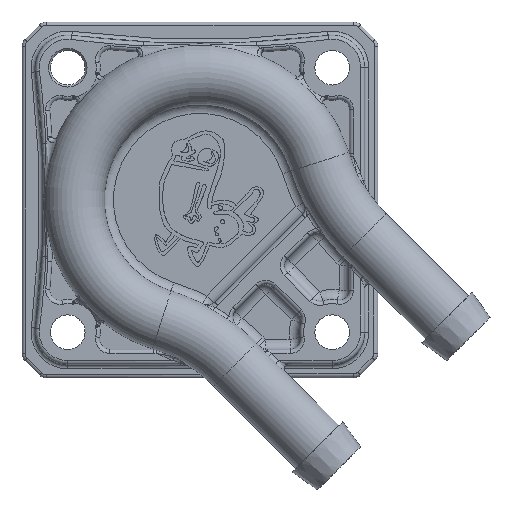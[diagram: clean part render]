
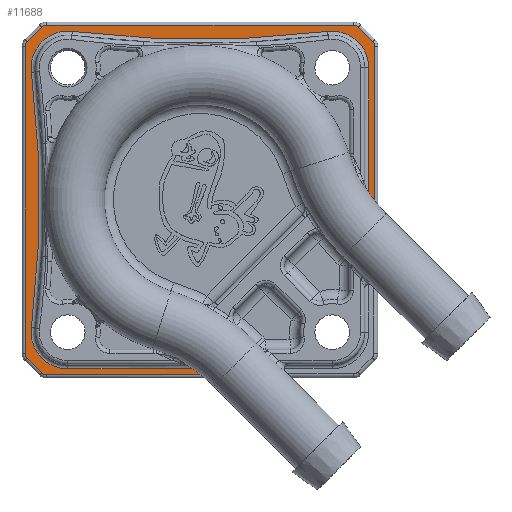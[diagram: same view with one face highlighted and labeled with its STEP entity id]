
A CAD part, top view. The second image highlights one B-rep face of the part: STEP entity #11688.
In plain terms, the highlighted planar face has unit normal (0, 0, 1).
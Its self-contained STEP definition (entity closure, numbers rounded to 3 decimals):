
#338=B_SPLINE_CURVE_WITH_KNOTS('',3,(#23992,#23993,#23994,#23995),
 .UNSPECIFIED.,.F.,.F.,(4,4),(0.,0.003),.UNSPECIFIED.);
#345=B_SPLINE_CURVE_WITH_KNOTS('',3,(#24736,#24737,#24738,#24739),
 .UNSPECIFIED.,.F.,.F.,(4,4),(0.132,0.135),
 .UNSPECIFIED.);
#650=CIRCLE('',#12054,15.655);
#668=CIRCLE('',#12074,15.655);
#712=CIRCLE('',#12146,0.7);
#716=CIRCLE('',#12152,0.7);
#720=CIRCLE('',#12158,0.7);
#724=CIRCLE('',#12164,0.7);
#728=CIRCLE('',#12170,0.7);
#732=CIRCLE('',#12176,0.7);
#835=CIRCLE('',#12377,3.6);
#838=CIRCLE('',#12381,100.46);
#841=CIRCLE('',#12385,3.6);
#844=CIRCLE('',#12389,100.46);
#847=CIRCLE('',#12393,3.6);
#994=PLANE('',#12395);
#1627=FACE_OUTER_BOUND('',#2332,.T.);
#2332=EDGE_LOOP('',(#10387,#10388,#10389,#10390,#10391,#10392,#10393,#10394,
#10395,#10396,#10397,#10398,#10399,#10400,#10401,#10402,#10403,#10404,#10405,
#10406,#10407,#10408,#10409,#10410));
#2892=LINE('',#24004,#3499);
#2894=LINE('',#24016,#3501);
#2896=LINE('',#24028,#3503);
#2898=LINE('',#24040,#3505);
#2900=LINE('',#24052,#3507);
#2902=LINE('',#24064,#3509);
#2904=LINE('',#24073,#3511);
#2970=LINE('',#24670,#3577);
#2972=LINE('',#24715,#3579);
#3499=VECTOR('',#13747,10.);
#3501=VECTOR('',#13761,10.);
#3503=VECTOR('',#13775,10.);
#3505=VECTOR('',#13789,10.);
#3507=VECTOR('',#13803,10.);
#3509=VECTOR('',#13817,10.);
#3511=VECTOR('',#13829,10.);
#3577=VECTOR('',#14283,10.);
#3579=VECTOR('',#14329,10.);
#5118=VERTEX_POINT('',#22925);
#5119=VERTEX_POINT('',#22931);
#5145=VERTEX_POINT('',#23163);
#5146=VERTEX_POINT('',#23178);
#5210=VERTEX_POINT('',#23979);
#5213=VERTEX_POINT('',#24002);
#5215=VERTEX_POINT('',#24008);
#5217=VERTEX_POINT('',#24014);
#5219=VERTEX_POINT('',#24020);
#5221=VERTEX_POINT('',#24026);
#5223=VERTEX_POINT('',#24032);
#5225=VERTEX_POINT('',#24038);
#5227=VERTEX_POINT('',#24044);
#5229=VERTEX_POINT('',#24050);
#5231=VERTEX_POINT('',#24056);
#5233=VERTEX_POINT('',#24062);
#5235=VERTEX_POINT('',#24068);
#5309=VERTEX_POINT('',#24668);
#5310=VERTEX_POINT('',#24669);
#5313=VERTEX_POINT('',#24686);
#5315=VERTEX_POINT('',#24692);
#5317=VERTEX_POINT('',#24698);
#5319=VERTEX_POINT('',#24704);
#5321=VERTEX_POINT('',#24710);
#6701=EDGE_CURVE('',#5119,#5118,#650,.T.);
#6734=EDGE_CURVE('',#5146,#5145,#668,.T.);
#6834=EDGE_CURVE('',#5118,#5210,#338,.T.);
#6838=EDGE_CURVE('',#5213,#5145,#2892,.T.);
#6841=EDGE_CURVE('',#5215,#5213,#712,.T.);
#6844=EDGE_CURVE('',#5217,#5215,#2894,.T.);
#6847=EDGE_CURVE('',#5219,#5217,#716,.T.);
#6850=EDGE_CURVE('',#5221,#5219,#2896,.T.);
#6853=EDGE_CURVE('',#5223,#5221,#720,.T.);
#6856=EDGE_CURVE('',#5225,#5223,#2898,.T.);
#6859=EDGE_CURVE('',#5227,#5225,#724,.T.);
#6862=EDGE_CURVE('',#5229,#5227,#2900,.T.);
#6865=EDGE_CURVE('',#5231,#5229,#728,.T.);
#6868=EDGE_CURVE('',#5233,#5231,#2902,.T.);
#6871=EDGE_CURVE('',#5235,#5233,#732,.T.);
#6873=EDGE_CURVE('',#5119,#5235,#2904,.T.);
#7047=EDGE_CURVE('',#5309,#5310,#2970,.T.);
#7053=EDGE_CURVE('',#5310,#5313,#835,.T.);
#7056=EDGE_CURVE('',#5313,#5315,#838,.T.);
#7059=EDGE_CURVE('',#5315,#5317,#841,.T.);
#7062=EDGE_CURVE('',#5317,#5319,#844,.T.);
#7065=EDGE_CURVE('',#5319,#5321,#847,.T.);
#7066=EDGE_CURVE('',#5321,#5210,#2972,.T.);
#7067=EDGE_CURVE('',#5309,#5146,#345,.T.);
#10387=ORIENTED_EDGE('',*,*,#6873,.F.);
#10388=ORIENTED_EDGE('',*,*,#6701,.T.);
#10389=ORIENTED_EDGE('',*,*,#6834,.T.);
#10390=ORIENTED_EDGE('',*,*,#7066,.F.);
#10391=ORIENTED_EDGE('',*,*,#7065,.F.);
#10392=ORIENTED_EDGE('',*,*,#7062,.F.);
#10393=ORIENTED_EDGE('',*,*,#7059,.F.);
#10394=ORIENTED_EDGE('',*,*,#7056,.F.);
#10395=ORIENTED_EDGE('',*,*,#7053,.F.);
#10396=ORIENTED_EDGE('',*,*,#7047,.F.);
#10397=ORIENTED_EDGE('',*,*,#7067,.T.);
#10398=ORIENTED_EDGE('',*,*,#6734,.T.);
#10399=ORIENTED_EDGE('',*,*,#6838,.F.);
#10400=ORIENTED_EDGE('',*,*,#6841,.F.);
#10401=ORIENTED_EDGE('',*,*,#6844,.F.);
#10402=ORIENTED_EDGE('',*,*,#6847,.F.);
#10403=ORIENTED_EDGE('',*,*,#6850,.F.);
#10404=ORIENTED_EDGE('',*,*,#6853,.F.);
#10405=ORIENTED_EDGE('',*,*,#6856,.F.);
#10406=ORIENTED_EDGE('',*,*,#6859,.F.);
#10407=ORIENTED_EDGE('',*,*,#6862,.F.);
#10408=ORIENTED_EDGE('',*,*,#6865,.F.);
#10409=ORIENTED_EDGE('',*,*,#6868,.F.);
#10410=ORIENTED_EDGE('',*,*,#6871,.F.);
#11688=ADVANCED_FACE('',(#1627),#994,.T.);
#12054=AXIS2_PLACEMENT_3D('',#22932,#13545,#13546);
#12074=AXIS2_PLACEMENT_3D('',#23179,#13585,#13586);
#12146=AXIS2_PLACEMENT_3D('',#24010,#13753,#13754);
#12152=AXIS2_PLACEMENT_3D('',#24022,#13767,#13768);
#12158=AXIS2_PLACEMENT_3D('',#24034,#13781,#13782);
#12164=AXIS2_PLACEMENT_3D('',#24046,#13795,#13796);
#12170=AXIS2_PLACEMENT_3D('',#24058,#13809,#13810);
#12176=AXIS2_PLACEMENT_3D('',#24070,#13823,#13824);
#12377=AXIS2_PLACEMENT_3D('',#24690,#14293,#14294);
#12381=AXIS2_PLACEMENT_3D('',#24696,#14301,#14302);
#12385=AXIS2_PLACEMENT_3D('',#24702,#14309,#14310);
#12389=AXIS2_PLACEMENT_3D('',#24708,#14317,#14318);
#12393=AXIS2_PLACEMENT_3D('',#24713,#14325,#14326);
#12395=AXIS2_PLACEMENT_3D('',#24745,#14330,#14331);
#13545=DIRECTION('center_axis',(0.,0.,1.));
#13546=DIRECTION('ref_axis',(1.,0.,0.));
#13585=DIRECTION('center_axis',(0.,0.,1.));
#13586=DIRECTION('ref_axis',(1.,0.,0.));
#13747=DIRECTION('',(0.,-1.,0.));
#13753=DIRECTION('center_axis',(0.,0.,-1.));
#13754=DIRECTION('ref_axis',(0.924,0.383,0.));
#13761=DIRECTION('',(0.707,-0.707,0.));
#13767=DIRECTION('center_axis',(0.,0.,-1.));
#13768=DIRECTION('ref_axis',(0.383,0.924,0.));
#13775=DIRECTION('',(1.,0.,0.));
#13781=DIRECTION('center_axis',(0.,0.,-1.));
#13782=DIRECTION('ref_axis',(-0.383,0.924,0.));
#13789=DIRECTION('',(0.707,0.707,0.));
#13795=DIRECTION('center_axis',(0.,0.,-1.));
#13796=DIRECTION('ref_axis',(-0.924,0.383,0.));
#13803=DIRECTION('',(0.,1.,0.));
#13809=DIRECTION('center_axis',(0.,0.,-1.));
#13810=DIRECTION('ref_axis',(-0.924,-0.383,0.));
#13817=DIRECTION('',(-0.707,0.707,0.));
#13823=DIRECTION('center_axis',(0.,0.,-1.));
#13824=DIRECTION('ref_axis',(-0.383,-0.924,0.));
#13829=DIRECTION('',(-1.,0.,0.));
#14283=DIRECTION('',(0.,1.,0.));
#14293=DIRECTION('center_axis',(0.,0.,1.));
#14294=DIRECTION('ref_axis',(0.661,0.75,0.));
#14301=DIRECTION('center_axis',(0.,0.,-1.));
#14302=DIRECTION('ref_axis',(0.,-1.,0.));
#14309=DIRECTION('center_axis',(0.,0.,1.));
#14310=DIRECTION('ref_axis',(-0.707,0.707,0.));
#14317=DIRECTION('center_axis',(0.,0.,-1.));
#14318=DIRECTION('ref_axis',(1.,0.,0.));
#14325=DIRECTION('center_axis',(0.,0.,1.));
#14326=DIRECTION('ref_axis',(-0.75,-0.661,0.));
#14329=DIRECTION('',(1.,0.,0.));
#14330=DIRECTION('center_axis',(0.,0.,1.));
#14331=DIRECTION('ref_axis',(1.,0.,0.));
#22925=CARTESIAN_POINT('',(0.59,-16.618,1.));
#22931=CARTESIAN_POINT('',(1.278,-17.2,1.));
#22932=CARTESIAN_POINT('Origin',(-9.179,-28.851,1.));
#23163=CARTESIAN_POINT('',(17.2,-1.278,1.));
#23178=CARTESIAN_POINT('',(16.618,-0.59,1.));
#23179=CARTESIAN_POINT('Origin',(28.851,9.179,1.));
#23979=CARTESIAN_POINT('',(0.567,-16.6,1.));
#23992=CARTESIAN_POINT('Ctrl Pts',(0.59,-16.618,
1.));
#23993=CARTESIAN_POINT('Ctrl Pts',(0.582,-16.612,
1.));
#23994=CARTESIAN_POINT('Ctrl Pts',(0.575,-16.606,
1.));
#23995=CARTESIAN_POINT('Ctrl Pts',(0.567,-16.6,
1.));
#24002=CARTESIAN_POINT('',(17.2,15.086,1.));
#24004=CARTESIAN_POINT('',(17.2,-7.75,1.));
#24008=CARTESIAN_POINT('',(16.995,15.581,1.));
#24010=CARTESIAN_POINT('Origin',(16.5,15.086,1.));
#24014=CARTESIAN_POINT('',(15.581,16.995,1.));
#24016=CARTESIAN_POINT('',(16.788,15.788,1.));
#24020=CARTESIAN_POINT('',(15.086,17.2,1.));
#24022=CARTESIAN_POINT('Origin',(15.086,16.5,1.));
#24026=CARTESIAN_POINT('',(-15.086,17.2,1.));
#24028=CARTESIAN_POINT('',(7.75,17.2,1.));
#24032=CARTESIAN_POINT('',(-15.581,16.995,1.));
#24034=CARTESIAN_POINT('Origin',(-15.086,16.5,1.));
#24038=CARTESIAN_POINT('',(-16.995,15.581,1.));
#24040=CARTESIAN_POINT('',(-15.788,16.788,1.));
#24044=CARTESIAN_POINT('',(-17.2,15.086,1.));
#24046=CARTESIAN_POINT('Origin',(-16.5,15.086,1.));
#24050=CARTESIAN_POINT('',(-17.2,-15.086,1.));
#24052=CARTESIAN_POINT('',(-17.2,7.75,1.));
#24056=CARTESIAN_POINT('',(-16.995,-15.581,1.));
#24058=CARTESIAN_POINT('Origin',(-16.5,-15.086,1.));
#24062=CARTESIAN_POINT('',(-15.581,-16.995,1.));
#24064=CARTESIAN_POINT('',(-16.788,-15.788,1.));
#24068=CARTESIAN_POINT('',(-15.086,-17.2,1.));
#24070=CARTESIAN_POINT('Origin',(-15.086,-16.5,1.));
#24073=CARTESIAN_POINT('',(-7.75,-17.2,1.));
#24668=CARTESIAN_POINT('',(16.6,-0.567,1.));
#24669=CARTESIAN_POINT('',(16.6,13.,1.));
#24670=CARTESIAN_POINT('',(16.6,-6.5,1.));
#24686=CARTESIAN_POINT('',(12.55,16.572,1.));
#24690=CARTESIAN_POINT('Origin',(13.,13.,1.));
#24692=CARTESIAN_POINT('',(-12.55,16.572,1.));
#24696=CARTESIAN_POINT('Origin',(0.,116.245,1.));
#24698=CARTESIAN_POINT('',(-16.572,12.55,1.));
#24702=CARTESIAN_POINT('Origin',(-13.,13.,1.));
#24704=CARTESIAN_POINT('',(-16.572,-12.55,1.));
#24708=CARTESIAN_POINT('Origin',(-116.245,0.,
1.));
#24710=CARTESIAN_POINT('',(-13.,-16.6,1.));
#24713=CARTESIAN_POINT('Origin',(-13.,-13.,1.));
#24715=CARTESIAN_POINT('',(-6.5,-16.6,1.));
#24736=CARTESIAN_POINT('Ctrl Pts',(16.6,-0.567,
1.));
#24737=CARTESIAN_POINT('Ctrl Pts',(16.606,-0.575,
1.));
#24738=CARTESIAN_POINT('Ctrl Pts',(16.612,-0.582,
1.));
#24739=CARTESIAN_POINT('Ctrl Pts',(16.618,-0.59,1.));
#24745=CARTESIAN_POINT('Origin',(0.,0.,
1.));
